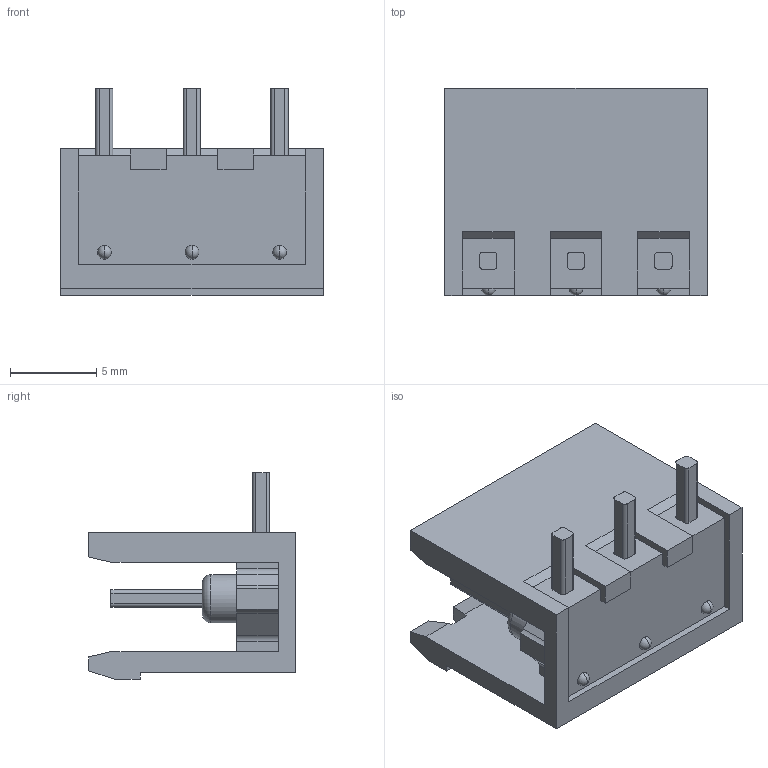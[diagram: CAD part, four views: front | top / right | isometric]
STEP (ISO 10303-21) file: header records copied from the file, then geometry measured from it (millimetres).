
FILE_DESCRIPTION(('STEP AP203'),'1');
FILE_NAME('20020109h031a01lf.stp','2016-03-10T11:39:09',('TraceParts'),('TraceParts S.A.'),'Spatial InterOp 3D',' ',' ');
FILE_SCHEMA(('CONFIG_CONTROL_DESIGN'));
Length unit declared in the file: millimetre
Products named in the file (1): 1
Bounding box: 15.24 x 12 x 11.99 mm (x, y, z)
Volume: 648.1 mm3; surface area: 1281.9 mm2
Topology: 1 solids, 1 shells, 205 faces, 564 edges, 367 vertices
Faces by surface type: plane 127, cylinder 57, torus 12, sphere 6, cone 3
Entity records: 6545 total; most frequent: CARTESIAN_POINT 1171, DIRECTION 1127, ORIENTED_EDGE 1116, EDGE_CURVE 558, LINE 385, VECTOR 385, AXIS2_PLACEMENT_3D 371, VERTEX_POINT 367
